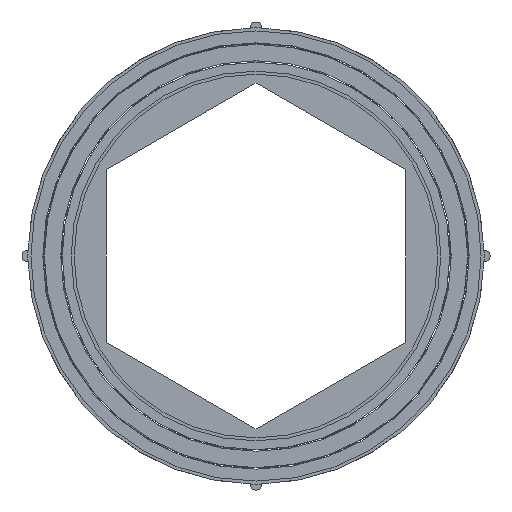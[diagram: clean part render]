
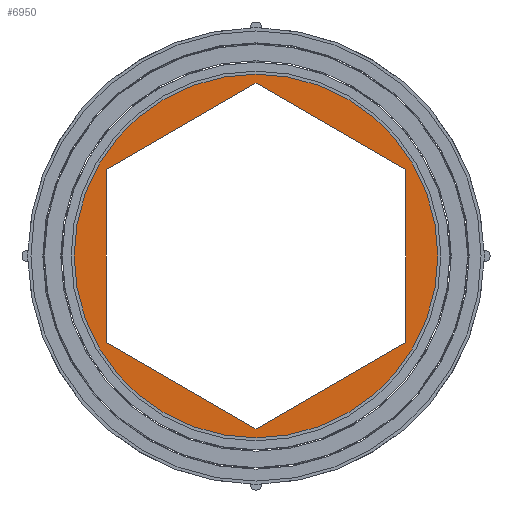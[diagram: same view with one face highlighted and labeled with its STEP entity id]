
A CAD part, left-side view. The second image highlights one B-rep face of the part: STEP entity #6950.
In plain terms, the highlighted planar face has unit normal (-1, 0, 0).
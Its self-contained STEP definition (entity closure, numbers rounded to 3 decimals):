
#6866 = EDGE_CURVE('',#6867,#6867,#6869,.T.);
#6867 = VERTEX_POINT('',#6868);
#6868 = CARTESIAN_POINT('',(-3.5,0.,30.499));
#6869 = CIRCLE('',#6870,30.499);
#6870 = AXIS2_PLACEMENT_3D('',#6871,#6872,#6873);
#6871 = CARTESIAN_POINT('',(-3.5,0.,0.));
#6872 = DIRECTION('',(-1.,0.,0.));
#6873 = DIRECTION('',(0.,0.,1.));
#6950 = ADVANCED_FACE('',(#6951,#6954),#7004,.F.);
#6951 = FACE_BOUND('',#6952,.F.);
#6952 = EDGE_LOOP('',(#6953));
#6953 = ORIENTED_EDGE('',*,*,#6866,.F.);
#6954 = FACE_BOUND('',#6955,.F.);
#6955 = EDGE_LOOP('',(#6956,#6966,#6974,#6982,#6990,#6998));
#6956 = ORIENTED_EDGE('',*,*,#6957,.T.);
#6957 = EDGE_CURVE('',#6958,#6960,#6962,.T.);
#6958 = VERTEX_POINT('',#6959);
#6959 = CARTESIAN_POINT('',(-3.5,-25.115,14.5));
#6960 = VERTEX_POINT('',#6961);
#6961 = CARTESIAN_POINT('',(-3.5,0.,29.));
#6962 = LINE('',#6963,#6964);
#6963 = CARTESIAN_POINT('',(-3.5,-25.115,14.5));
#6964 = VECTOR('',#6965,1.);
#6965 = DIRECTION('',(0.,0.866,0.5));
#6966 = ORIENTED_EDGE('',*,*,#6967,.T.);
#6967 = EDGE_CURVE('',#6960,#6968,#6970,.T.);
#6968 = VERTEX_POINT('',#6969);
#6969 = CARTESIAN_POINT('',(-3.5,25.115,14.5));
#6970 = LINE('',#6971,#6972);
#6971 = CARTESIAN_POINT('',(-3.5,0.,29.));
#6972 = VECTOR('',#6973,1.);
#6973 = DIRECTION('',(-0.,0.866,-0.5));
#6974 = ORIENTED_EDGE('',*,*,#6975,.T.);
#6975 = EDGE_CURVE('',#6968,#6976,#6978,.T.);
#6976 = VERTEX_POINT('',#6977);
#6977 = CARTESIAN_POINT('',(-3.5,25.115,-14.5));
#6978 = LINE('',#6979,#6980);
#6979 = CARTESIAN_POINT('',(-3.5,25.115,14.5));
#6980 = VECTOR('',#6981,1.);
#6981 = DIRECTION('',(0.,0.,-1.));
#6982 = ORIENTED_EDGE('',*,*,#6983,.T.);
#6983 = EDGE_CURVE('',#6976,#6984,#6986,.T.);
#6984 = VERTEX_POINT('',#6985);
#6985 = CARTESIAN_POINT('',(-3.5,0.,-29.));
#6986 = LINE('',#6987,#6988);
#6987 = CARTESIAN_POINT('',(-3.5,25.115,-14.5));
#6988 = VECTOR('',#6989,1.);
#6989 = DIRECTION('',(0.,-0.866,-0.5));
#6990 = ORIENTED_EDGE('',*,*,#6991,.T.);
#6991 = EDGE_CURVE('',#6984,#6992,#6994,.T.);
#6992 = VERTEX_POINT('',#6993);
#6993 = CARTESIAN_POINT('',(-3.5,-25.115,-14.5));
#6994 = LINE('',#6995,#6996);
#6995 = CARTESIAN_POINT('',(-3.5,0.,-29.));
#6996 = VECTOR('',#6997,1.);
#6997 = DIRECTION('',(0.,-0.866,0.5));
#6998 = ORIENTED_EDGE('',*,*,#6999,.T.);
#6999 = EDGE_CURVE('',#6992,#6958,#7000,.T.);
#7000 = LINE('',#7001,#7002);
#7001 = CARTESIAN_POINT('',(-3.5,-25.115,-14.5));
#7002 = VECTOR('',#7003,1.);
#7003 = DIRECTION('',(0.,0.,1.));
#7004 = PLANE('',#7005);
#7005 = AXIS2_PLACEMENT_3D('',#7006,#7007,#7008);
#7006 = CARTESIAN_POINT('',(-3.5,0.,0.));
#7007 = DIRECTION('',(1.,0.,0.));
#7008 = DIRECTION('',(0.,0.,1.));
